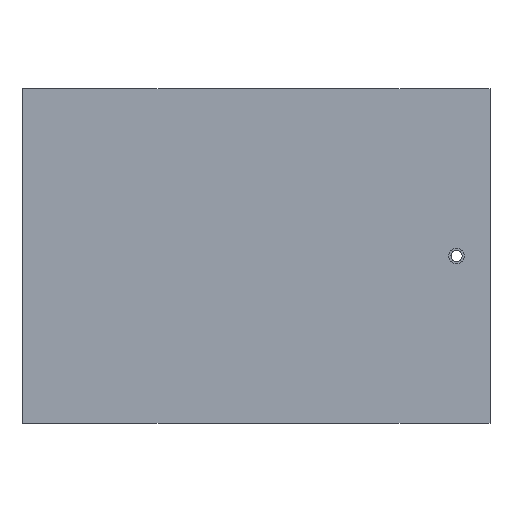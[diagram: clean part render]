
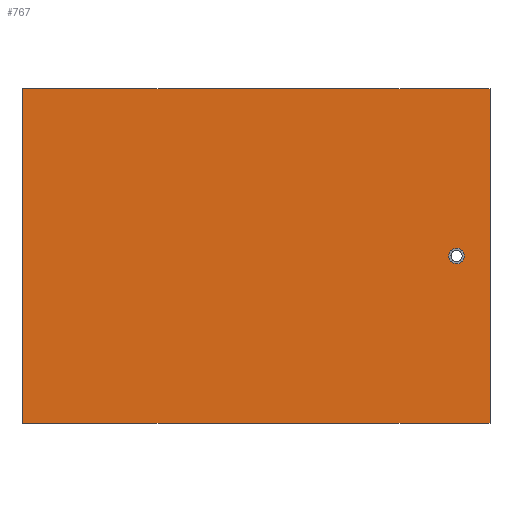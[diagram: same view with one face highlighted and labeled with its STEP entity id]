
A CAD part, left-side view. The second image highlights one B-rep face of the part: STEP entity #767.
In plain terms, the highlighted planar face has unit normal (-1, 0, 0).
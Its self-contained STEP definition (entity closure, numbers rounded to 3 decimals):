
#58 = DIRECTION ( 'NONE',  ( 0., -1., 0. ) ) ;
#61 = DIRECTION ( 'NONE',  ( -1., 0., 0. ) ) ;
#62 = CARTESIAN_POINT ( 'NONE',  ( 0., 15., -74. ) ) ;
#63 = DIRECTION ( 'NONE',  ( 0., -1., 0. ) ) ;
#66 = CARTESIAN_POINT ( 'NONE',  ( 0., 210., -149. ) ) ;
#78 = CARTESIAN_POINT ( 'NONE',  ( 0., 210., 1. ) ) ;
#93 = DIRECTION ( 'NONE',  ( 0., 0., -1. ) ) ;
#127 = CARTESIAN_POINT ( 'NONE',  ( 0., 0., 1. ) ) ;
#154 = DIRECTION ( 'NONE',  ( 0., -1., 0. ) ) ;
#179 = DIRECTION ( 'NONE',  ( 0., 0., -1. ) ) ;
#181 = CARTESIAN_POINT ( 'NONE',  ( 0., 210., 1. ) ) ;
#246 = EDGE_LOOP ( 'NONE', ( #698, #699, #700, #701 ) ) ;
#294 = EDGE_LOOP ( 'NONE', ( #697 ) ) ;
#302 = VERTEX_POINT ( 'NONE', #741 ) ;
#306 = VERTEX_POINT ( 'NONE', #731 ) ;
#332 = VERTEX_POINT ( 'NONE', #751 ) ;
#334 = VERTEX_POINT ( 'NONE', #745 ) ;
#339 = EDGE_CURVE ( 'NONE', #334, #332, #619, .T. ) ;
#347 = EDGE_CURVE ( 'NONE', #334, #306, #604, .T. ) ;
#355 = EDGE_CURVE ( 'NONE', #306, #302, #587, .T. ) ;
#360 = EDGE_CURVE ( 'NONE', #332, #302, #580, .T. ) ;
#408 = EDGE_CURVE ( 'NONE', #936, #936, #437, .T. ) ;
#437 = CIRCLE ( 'NONE', #872, 3.5 ) ;
#577 = VECTOR ( 'NONE', #63, 1000. ) ;
#580 = LINE ( 'NONE', #66, #577 ) ;
#585 = VECTOR ( 'NONE', #93, 1000. ) ;
#587 = LINE ( 'NONE', #127, #585 ) ;
#599 = VECTOR ( 'NONE', #154, 1000. ) ;
#604 = LINE ( 'NONE', #78, #599 ) ;
#619 = LINE ( 'NONE', #181, #623 ) ;
#623 = VECTOR ( 'NONE', #179, 1000. ) ;
#697 = ORIENTED_EDGE ( 'NONE', *, *, #408, .F. ) ;
#698 = ORIENTED_EDGE ( 'NONE', *, *, #339, .T. ) ;
#699 = ORIENTED_EDGE ( 'NONE', *, *, #360, .T. ) ;
#700 = ORIENTED_EDGE ( 'NONE', *, *, #355, .F. ) ;
#701 = ORIENTED_EDGE ( 'NONE', *, *, #347, .F. ) ;
#731 = CARTESIAN_POINT ( 'NONE',  ( 0., 0., 1. ) ) ;
#741 = CARTESIAN_POINT ( 'NONE',  ( 0., 0., -149. ) ) ;
#745 = CARTESIAN_POINT ( 'NONE',  ( 0., 210., 1. ) ) ;
#751 = CARTESIAN_POINT ( 'NONE',  ( 0., 210., -149. ) ) ;
#767 = ADVANCED_FACE ( 'NONE', ( #980, #977 ), #1175, .F. ) ;
#872 = AXIS2_PLACEMENT_3D ( 'NONE', #62, #61, #58 ) ;
#916 = AXIS2_PLACEMENT_3D ( 'NONE', #1128, #1100, #1152 ) ;
#936 = VERTEX_POINT ( 'NONE', #1054 ) ;
#977 = FACE_OUTER_BOUND ( 'NONE', #246, .T. ) ;
#980 = FACE_BOUND ( 'NONE', #294, .T. ) ;
#1054 = CARTESIAN_POINT ( 'NONE',  ( 0., 11.5, -74. ) ) ;
#1100 = DIRECTION ( 'NONE',  ( 1., 0., 0. ) ) ;
#1128 = CARTESIAN_POINT ( 'NONE',  ( 0., 210., 1. ) ) ;
#1152 = DIRECTION ( 'NONE',  ( 0., 1., 0. ) ) ;
#1175 = PLANE ( 'NONE',  #916 ) ;
